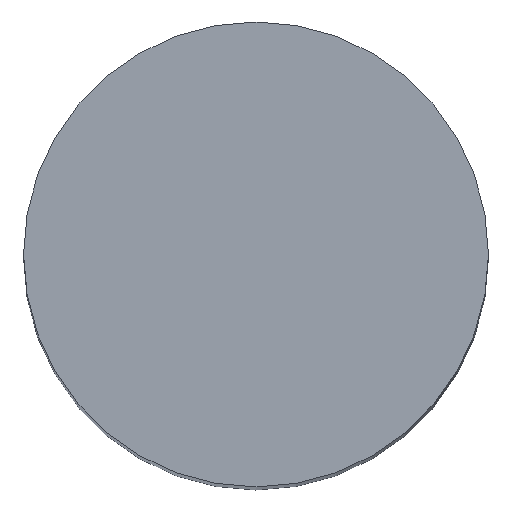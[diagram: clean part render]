
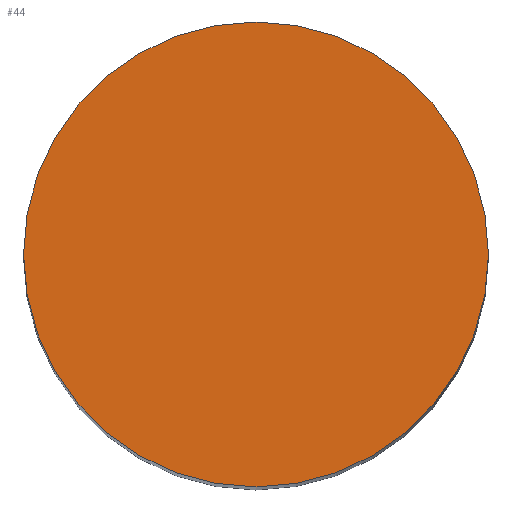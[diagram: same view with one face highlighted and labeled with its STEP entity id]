
A CAD part, top view. The second image highlights one B-rep face of the part: STEP entity #44.
In plain terms, the highlighted planar face has unit normal (0, 0, 1).
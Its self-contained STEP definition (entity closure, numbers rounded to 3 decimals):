
#44=ADVANCED_FACE('Unnamed[1]',(#91),#92,.T.);
#46=EDGE_CURVE('Unnamed[1]',#94,#94,#95,.T.);
#91=FACE_OUTER_BOUND('',#140,.T.);
#92=PLANE('',#141);
#94=VERTEX_POINT('',#144);
#95=CIRCLE('',#145,23.5);
#140=EDGE_LOOP('',(#183));
#141=AXIS2_PLACEMENT_3D('',#184,#185,#186);
#144=CARTESIAN_POINT('',(0.,23.5,0.));
#145=AXIS2_PLACEMENT_3D('',#187,#188,#189);
#183=ORIENTED_EDGE('',*,*,#46,.T.);
#184=CARTESIAN_POINT('',(0.,11.75,0.));
#185=DIRECTION('',(0.,0.,1.0));
#186=DIRECTION('',(0.,1.0,0.));
#187=CARTESIAN_POINT('',(0.0,0.0,0.0));
#188=DIRECTION('',(0.,0.,1.0));
#189=DIRECTION('',(0.,1.0,0.));
